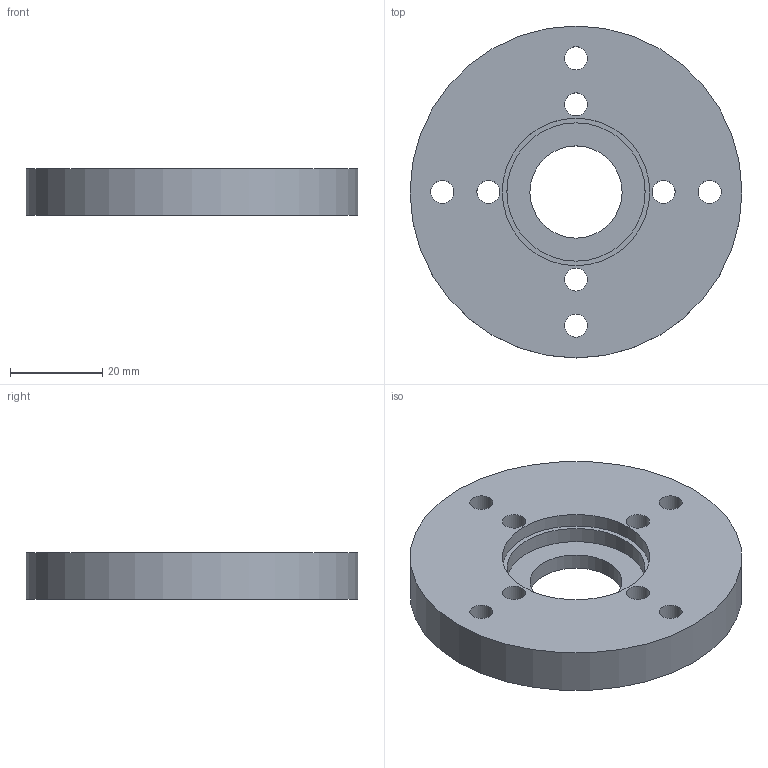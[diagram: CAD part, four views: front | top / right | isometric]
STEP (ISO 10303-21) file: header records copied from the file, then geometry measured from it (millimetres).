
FILE_DESCRIPTION(/* description */ ('STEP AP214'),/* implementation_level */ '2;1');
FILE_NAME(/* name */ '619baa0a9c98216352074f6e',/* time_stamp */ '2021-11-22T14:32:43+00:00',/* author */ (''),/* organization */ (''),/* preprocessor_version */ 'ST-DEVELOPER v18.1',/* originating_system */ ' ',/* authorisation */ ' ');
FILE_SCHEMA (('AUTOMOTIVE_DESIGN {1 0 10303 214 3 1 1}'));
Length unit declared in the file: metre
Products named in the file (1): Fixation moteur
Bounding box: 72 x 72 x 10 mm (x, y, z)
Volume: 33157.9 mm3; surface area: 11570.5 mm2
Topology: 1 solids, 1 shells, 16 faces, 40 edges, 28 vertices
Faces by surface type: cylinder 12, plane 4
Full cylindrical faces by diameter (mm): 5 x8, 20 x1, 30 x1, 32 x1, 72 x1
Entity records: 470 total; most frequent: DIRECTION 82, CARTESIAN_POINT 65, ORIENTED_EDGE 48, EDGE_LOOP 48, FACE_BOUND 48, AXIS2_PLACEMENT_3D 41, EDGE_CURVE 24, VERTEX_POINT 24
